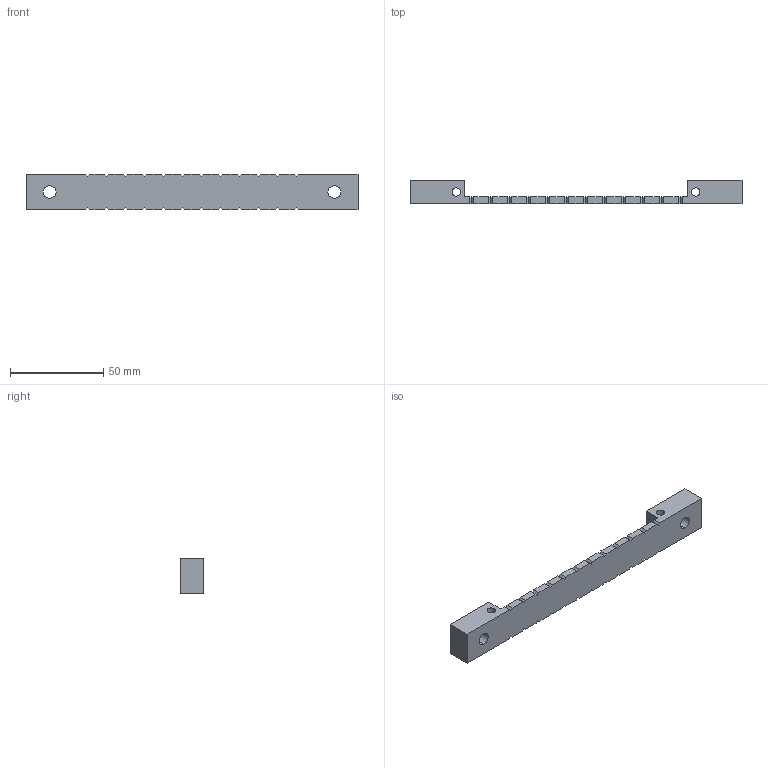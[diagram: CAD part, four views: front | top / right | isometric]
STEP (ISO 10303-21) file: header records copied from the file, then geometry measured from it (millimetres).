
FILE_DESCRIPTION (( 'STEP AP203' ), '1' );
FILE_NAME ('D1002372-v2_aLIGO_SUS_HSTS_MAGNET GLUING HOLDER.STEP', '2011-06-14T18:31:30', ( '' ), ( '' ), 'SwSTEP 2.0', 'SolidWorks 2010', '' );
FILE_SCHEMA (( 'CONFIG_CONTROL_DESIGN' ));
Length unit declared in the file: inch
Products named in the file (1): D1002372-v2_aLIGO_SUS_HSTS_MAGNET GLUING HOLDER
Bounding box: 177.8 x 12.7 x 19.05 mm (x, y, z)
Volume: 20401.1 mm3; surface area: 11053.3 mm2
Topology: 1 solids, 1 shells, 134 faces, 390 edges, 260 vertices
Faces by surface type: plane 84, cylinder 50
Entity records: 4529 total; most frequent: CARTESIAN_POINT 785, ORIENTED_EDGE 780, DIRECTION 760, EDGE_CURVE 390, VECTOR 290, LINE 290, VERTEX_POINT 260, AXIS2_PLACEMENT_3D 235
